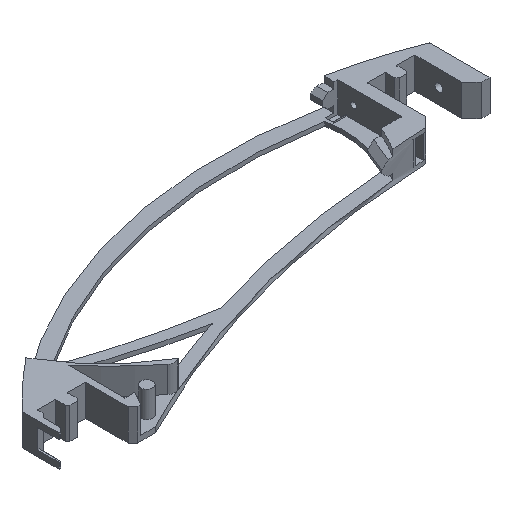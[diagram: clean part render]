
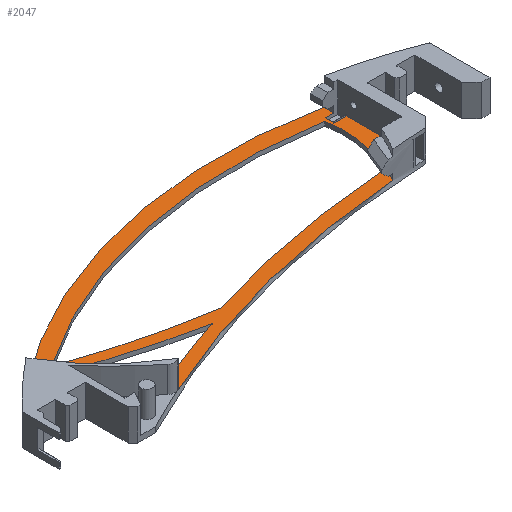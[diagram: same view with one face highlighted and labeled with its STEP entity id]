
A CAD part, isometric view. The second image highlights one B-rep face of the part: STEP entity #2047.
In plain terms, the highlighted planar face has unit normal (0, 0, 1).
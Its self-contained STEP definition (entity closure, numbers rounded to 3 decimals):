
#45=FACE_BOUND('',#186,.T.);
#46=FACE_BOUND('',#187,.T.);
#77=FACE_OUTER_BOUND('',#185,.T.);
#185=EDGE_LOOP('',(#1454,#1455,#1456,#1457,#1458,#1459,#1460,#1461,#1462,
#1463,#1464,#1465,#1466,#1467,#1468));
#186=EDGE_LOOP('',(#1469,#1470,#1471,#1472));
#187=EDGE_LOOP('',(#1473,#1474,#1475,#1476));
#288=CIRCLE('',#2147,365.042);
#293=CIRCLE('',#2176,88.281);
#294=CIRCLE('',#2177,74.654);
#295=CIRCLE('',#2178,88.939);
#296=CIRCLE('',#2179,200.751);
#297=CIRCLE('',#2180,197.58);
#298=CIRCLE('',#2181,42.152);
#299=CIRCLE('',#2182,367.914);
#300=CIRCLE('',#2183,307.343);
#301=CIRCLE('',#2184,73.439);
#302=CIRCLE('',#2185,25.531);
#303=CIRCLE('',#2186,305.384);
#304=CIRCLE('',#2187,368.669);
#348=LINE('',#2951,#589);
#404=LINE('',#3074,#645);
#408=LINE('',#3082,#649);
#410=LINE('',#3090,#651);
#411=LINE('',#3091,#652);
#412=LINE('',#3093,#653);
#413=LINE('',#3095,#654);
#414=LINE('',#3096,#655);
#415=LINE('',#3098,#656);
#416=LINE('',#3100,#657);
#589=VECTOR('',#2354,10.);
#645=VECTOR('',#2458,10.);
#649=VECTOR('',#2464,10.);
#651=VECTOR('',#2472,10.);
#652=VECTOR('',#2473,10.);
#653=VECTOR('',#2474,10.);
#654=VECTOR('',#2475,10.);
#655=VECTOR('',#2476,10.);
#656=VECTOR('',#2477,10.);
#657=VECTOR('',#2478,10.);
#840=VERTEX_POINT('',#2941);
#841=VERTEX_POINT('',#2943);
#843=VERTEX_POINT('',#2949);
#844=VERTEX_POINT('',#2950);
#885=VERTEX_POINT('',#3070);
#887=VERTEX_POINT('',#3073);
#890=VERTEX_POINT('',#3081);
#891=VERTEX_POINT('',#3085);
#892=VERTEX_POINT('',#3087);
#893=VERTEX_POINT('',#3089);
#894=VERTEX_POINT('',#3092);
#895=VERTEX_POINT('',#3094);
#896=VERTEX_POINT('',#3097);
#897=VERTEX_POINT('',#3099);
#898=VERTEX_POINT('',#3101);
#899=VERTEX_POINT('',#3104);
#900=VERTEX_POINT('',#3105);
#901=VERTEX_POINT('',#3107);
#902=VERTEX_POINT('',#3109);
#903=VERTEX_POINT('',#3112);
#904=VERTEX_POINT('',#3113);
#905=VERTEX_POINT('',#3115);
#906=VERTEX_POINT('',#3117);
#1044=EDGE_CURVE('',#840,#841,#288,.T.);
#1047=EDGE_CURVE('',#843,#844,#348,.T.);
#1108=EDGE_CURVE('',#885,#887,#404,.T.);
#1112=EDGE_CURVE('',#887,#890,#408,.T.);
#1114=EDGE_CURVE('',#841,#891,#293,.T.);
#1115=EDGE_CURVE('',#892,#840,#294,.T.);
#1116=EDGE_CURVE('',#893,#892,#410,.T.);
#1117=EDGE_CURVE('',#844,#893,#411,.T.);
#1118=EDGE_CURVE('',#894,#843,#412,.T.);
#1119=EDGE_CURVE('',#895,#894,#413,.T.);
#1120=EDGE_CURVE('',#890,#895,#414,.T.);
#1121=EDGE_CURVE('',#896,#885,#415,.T.);
#1122=EDGE_CURVE('',#897,#896,#416,.T.);
#1123=EDGE_CURVE('',#898,#897,#295,.T.);
#1124=EDGE_CURVE('',#891,#898,#296,.T.);
#1125=EDGE_CURVE('',#899,#900,#297,.T.);
#1126=EDGE_CURVE('',#901,#899,#298,.T.);
#1127=EDGE_CURVE('',#902,#901,#299,.T.);
#1128=EDGE_CURVE('',#900,#902,#300,.T.);
#1129=EDGE_CURVE('',#903,#904,#301,.T.);
#1130=EDGE_CURVE('',#905,#903,#302,.T.);
#1131=EDGE_CURVE('',#906,#905,#303,.T.);
#1132=EDGE_CURVE('',#904,#906,#304,.T.);
#1454=ORIENTED_EDGE('',*,*,#1114,.F.);
#1455=ORIENTED_EDGE('',*,*,#1044,.F.);
#1456=ORIENTED_EDGE('',*,*,#1115,.F.);
#1457=ORIENTED_EDGE('',*,*,#1116,.F.);
#1458=ORIENTED_EDGE('',*,*,#1117,.F.);
#1459=ORIENTED_EDGE('',*,*,#1047,.F.);
#1460=ORIENTED_EDGE('',*,*,#1118,.F.);
#1461=ORIENTED_EDGE('',*,*,#1119,.F.);
#1462=ORIENTED_EDGE('',*,*,#1120,.F.);
#1463=ORIENTED_EDGE('',*,*,#1112,.F.);
#1464=ORIENTED_EDGE('',*,*,#1108,.F.);
#1465=ORIENTED_EDGE('',*,*,#1121,.F.);
#1466=ORIENTED_EDGE('',*,*,#1122,.F.);
#1467=ORIENTED_EDGE('',*,*,#1123,.F.);
#1468=ORIENTED_EDGE('',*,*,#1124,.F.);
#1469=ORIENTED_EDGE('',*,*,#1125,.F.);
#1470=ORIENTED_EDGE('',*,*,#1126,.F.);
#1471=ORIENTED_EDGE('',*,*,#1127,.F.);
#1472=ORIENTED_EDGE('',*,*,#1128,.F.);
#1473=ORIENTED_EDGE('',*,*,#1129,.F.);
#1474=ORIENTED_EDGE('',*,*,#1130,.F.);
#1475=ORIENTED_EDGE('',*,*,#1131,.F.);
#1476=ORIENTED_EDGE('',*,*,#1132,.F.);
#1959=PLANE('',#2175);
#2047=ADVANCED_FACE('',(#77,#45,#46),#1959,.T.);
#2147=AXIS2_PLACEMENT_3D('',#2944,#2347,#2348);
#2175=AXIS2_PLACEMENT_3D('',#3084,#2466,#2467);
#2176=AXIS2_PLACEMENT_3D('',#3086,#2468,#2469);
#2177=AXIS2_PLACEMENT_3D('',#3088,#2470,#2471);
#2178=AXIS2_PLACEMENT_3D('',#3102,#2479,#2480);
#2179=AXIS2_PLACEMENT_3D('',#3103,#2481,#2482);
#2180=AXIS2_PLACEMENT_3D('',#3106,#2483,#2484);
#2181=AXIS2_PLACEMENT_3D('',#3108,#2485,#2486);
#2182=AXIS2_PLACEMENT_3D('',#3110,#2487,#2488);
#2183=AXIS2_PLACEMENT_3D('',#3111,#2489,#2490);
#2184=AXIS2_PLACEMENT_3D('',#3114,#2491,#2492);
#2185=AXIS2_PLACEMENT_3D('',#3116,#2493,#2494);
#2186=AXIS2_PLACEMENT_3D('',#3118,#2495,#2496);
#2187=AXIS2_PLACEMENT_3D('',#3119,#2497,#2498);
#2347=DIRECTION('center_axis',(0.,0.,1.));
#2348=DIRECTION('ref_axis',(0.05,0.999,0.));
#2354=DIRECTION('',(-1.,0.,0.));
#2458=DIRECTION('',(0.,-1.,0.));
#2464=DIRECTION('',(1.,0.,0.));
#2466=DIRECTION('center_axis',(0.,0.,1.));
#2467=DIRECTION('ref_axis',(1.,0.,0.));
#2468=DIRECTION('center_axis',(0.,0.,-1.));
#2469=DIRECTION('ref_axis',(-0.868,-0.497,0.));
#2470=DIRECTION('center_axis',(0.,0.,-1.));
#2471=DIRECTION('ref_axis',(0.853,-0.522,0.));
#2472=DIRECTION('',(-1.,0.,0.));
#2473=DIRECTION('',(0.,-1.,0.));
#2474=DIRECTION('',(0.,1.,0.));
#2475=DIRECTION('',(-1.,0.,0.));
#2476=DIRECTION('',(0.,-1.,0.));
#2477=DIRECTION('',(0.,-1.,0.));
#2478=DIRECTION('',(-1.,0.,0.));
#2479=DIRECTION('center_axis',(0.,0.,-1.));
#2480=DIRECTION('ref_axis',(0.996,-0.092,0.));
#2481=DIRECTION('center_axis',(0.,0.,-1.));
#2482=DIRECTION('ref_axis',(0.371,0.929,0.));
#2483=DIRECTION('center_axis',(0.,0.,1.));
#2484=DIRECTION('ref_axis',(0.177,0.984,0.));
#2485=DIRECTION('center_axis',(0.,0.,1.));
#2486=DIRECTION('ref_axis',(0.844,-0.536,0.));
#2487=DIRECTION('center_axis',(0.,0.,-1.));
#2488=DIRECTION('ref_axis',(-0.07,0.998,0.));
#2489=DIRECTION('center_axis',(0.,0.,1.));
#2490=DIRECTION('ref_axis',(-0.337,-0.941,0.));
#2491=DIRECTION('center_axis',(0.,0.,1.));
#2492=DIRECTION('ref_axis',(-0.929,-0.37,0.));
#2493=DIRECTION('center_axis',(0.,0.,1.));
#2494=DIRECTION('ref_axis',(-0.371,0.929,0.));
#2495=DIRECTION('center_axis',(0.,0.,-1.));
#2496=DIRECTION('ref_axis',(-0.35,-0.937,0.));
#2497=DIRECTION('center_axis',(0.,0.,-1.));
#2498=DIRECTION('ref_axis',(-0.312,0.95,0.));
#2941=CARTESIAN_POINT('',(76.338,-34.609,1.8));
#2943=CARTESIAN_POINT('',(-45.351,-65.799,1.8));
#2944=CARTESIAN_POINT('Origin',(104.776,-398.542,1.8));
#2949=CARTESIAN_POINT('',(90.113,-20.2,1.8));
#2950=CARTESIAN_POINT('',(85.527,-20.2,1.8));
#2951=CARTESIAN_POINT('',(45.18,-20.2,1.8));
#3070=CARTESIAN_POINT('',(85.,-0.9,1.8));
#3073=CARTESIAN_POINT('',(85.,-1.2,1.8));
#3074=CARTESIAN_POINT('',(85.,-20.208,1.8));
#3081=CARTESIAN_POINT('',(90.113,-1.2,1.8));
#3082=CARTESIAN_POINT('',(90.,-1.2,1.8));
#3084=CARTESIAN_POINT('Origin',(4.032,-29.67,1.8));
#3085=CARTESIAN_POINT('',(-77.312,-33.474,1.8));
#3086=CARTESIAN_POINT('Origin',(-0.672,10.341,1.8));
#3087=CARTESIAN_POINT('',(81.509,-24.497,1.8));
#3088=CARTESIAN_POINT('Origin',(12.65,4.342,1.8));
#3089=CARTESIAN_POINT('',(85.527,-24.497,1.8));
#3090=CARTESIAN_POINT('',(42.771,-24.497,1.8));
#3091=CARTESIAN_POINT('',(85.527,-29.35,1.8));
#3092=CARTESIAN_POINT('',(90.113,-24.5,1.8));
#3093=CARTESIAN_POINT('',(90.113,-31.935,1.8));
#3094=CARTESIAN_POINT('',(90.113,-24.5,1.8));
#3095=CARTESIAN_POINT('',(88.164,-24.5,1.8));
#3096=CARTESIAN_POINT('',(90.113,-20.208,1.8));
#3097=CARTESIAN_POINT('',(85.,2.5,1.8));
#3098=CARTESIAN_POINT('',(85.,-20.208,1.8));
#3099=CARTESIAN_POINT('',(88.454,2.5,1.8));
#3100=CARTESIAN_POINT('',(47.016,2.5,1.8));
#3101=CARTESIAN_POINT('',(88.743,6.731,1.8));
#3102=CARTESIAN_POINT('Origin',(-0.108,10.68,1.8));
#3103=CARTESIAN_POINT('Origin',(48.466,-189.938,1.8));
#3104=CARTESIAN_POINT('',(83.609,1.349,1.8));
#3105=CARTESIAN_POINT('',(-63.568,-30.454,1.8));
#3106=CARTESIAN_POINT('Origin',(48.603,-193.106,1.8));
#3107=CARTESIAN_POINT('',(77.74,-28.893,1.8));
#3108=CARTESIAN_POINT('Origin',(42.157,-6.298,1.8));
#3109=CARTESIAN_POINT('',(-6.601,-44.892,1.8));
#3110=CARTESIAN_POINT('Origin',(103.669,-395.892,1.8));
#3111=CARTESIAN_POINT('Origin',(40.077,258.885,1.8));
#3112=CARTESIAN_POINT('',(-67.284,-33.596,1.8));
#3113=CARTESIAN_POINT('',(-49.356,-62.383,1.8));
#3114=CARTESIAN_POINT('Origin',(2.334,-10.217,1.8));
#3115=CARTESIAN_POINT('',(-66.967,-33.419,1.8));
#3116=CARTESIAN_POINT('Origin',(-54.733,-55.828,1.8));
#3117=CARTESIAN_POINT('',(-14.04,-48.717,1.8));
#3118=CARTESIAN_POINT('Origin',(43.948,251.11,1.8));
#3119=CARTESIAN_POINT('Origin',(101.169,-398.923,1.8));
